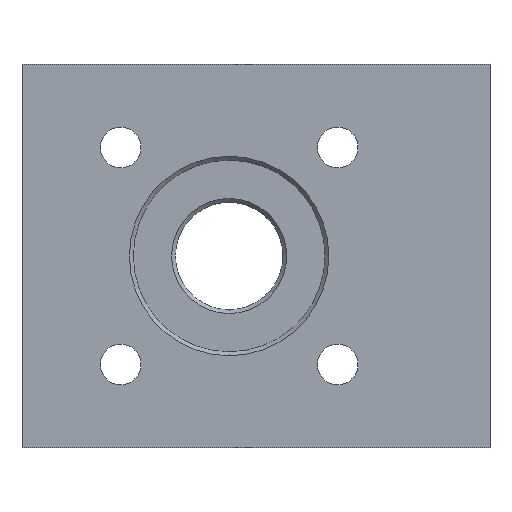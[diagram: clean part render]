
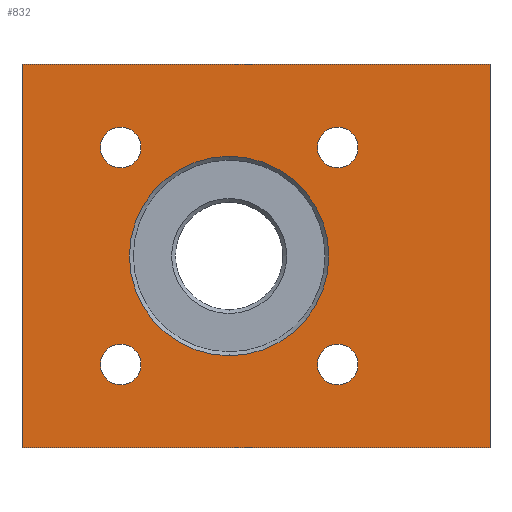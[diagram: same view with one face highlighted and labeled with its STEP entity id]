
A CAD part, left-side view. The second image highlights one B-rep face of the part: STEP entity #832.
In plain terms, the highlighted planar face has unit normal (-1, 0, 0).
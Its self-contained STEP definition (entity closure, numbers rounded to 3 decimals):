
#5 = CARTESIAN_POINT ( 'NONE',  ( -4., 0., 13. ) ) ;
#9 = ORIENTED_EDGE ( 'NONE', *, *, #150, .T. ) ;
#10 = FACE_OUTER_BOUND ( 'NONE', #1002, .T. ) ;
#19 = FACE_BOUND ( 'NONE', #667, .T. ) ;
#27 = VERTEX_POINT ( 'NONE', #958 ) ;
#30 = DIRECTION ( 'NONE',  ( 0., 0., 1. ) ) ;
#31 = EDGE_CURVE ( 'NONE', #605, #917, #1112, .T. ) ;
#42 = EDGE_CURVE ( 'NONE', #1287, #622, #770, .T. ) ;
#48 = ORIENTED_EDGE ( 'NONE', *, *, #1098, .T. ) ;
#50 = EDGE_CURVE ( 'NONE', #1032, #772, #898, .T. ) ;
#61 = CARTESIAN_POINT ( 'NONE',  ( -4., -34., 25. ) ) ;
#62 = DIRECTION ( 'NONE',  ( 1., 0., 0. ) ) ;
#70 = CIRCLE ( 'NONE', #236, 2.65 ) ;
#72 = VECTOR ( 'NONE', #1247, 1000. ) ;
#77 = CARTESIAN_POINT ( 'NONE',  ( -4., 27., 25. ) ) ;
#83 = CARTESIAN_POINT ( 'NONE',  ( -4., 14.142, 14.142 ) ) ;
#88 = DIRECTION ( 'NONE',  ( 0., 0., -1. ) ) ;
#104 = ORIENTED_EDGE ( 'NONE', *, *, #1082, .T. ) ;
#124 = ORIENTED_EDGE ( 'NONE', *, *, #311, .T. ) ;
#125 = DIRECTION ( 'NONE',  ( 0., 0., -1. ) ) ;
#135 = AXIS2_PLACEMENT_3D ( 'NONE', #670, #842, #1054 ) ;
#148 = EDGE_LOOP ( 'NONE', ( #48, #104 ) ) ;
#150 = EDGE_CURVE ( 'NONE', #219, #27, #947, .T. ) ;
#167 = VERTEX_POINT ( 'NONE', #602 ) ;
#188 = CARTESIAN_POINT ( 'NONE',  ( -4., 27., 25. ) ) ;
#197 = PLANE ( 'NONE',  #877 ) ;
#219 = VERTEX_POINT ( 'NONE', #1230 ) ;
#222 = CIRCLE ( 'NONE', #735, 13. ) ;
#236 = AXIS2_PLACEMENT_3D ( 'NONE', #555, #492, #996 ) ;
#248 = DIRECTION ( 'NONE',  ( 1., 0., 0. ) ) ;
#254 = ORIENTED_EDGE ( 'NONE', *, *, #1142, .T. ) ;
#258 = CARTESIAN_POINT ( 'NONE',  ( -4., 0., 0. ) ) ;
#259 = CARTESIAN_POINT ( 'NONE',  ( -4., 14.142, 14.142 ) ) ;
#265 = EDGE_CURVE ( 'NONE', #1214, #1287, #620, .T. ) ;
#266 = DIRECTION ( 'NONE',  ( 1., 0., 0. ) ) ;
#269 = CARTESIAN_POINT ( 'NONE',  ( -4., 14.142, 16.792 ) ) ;
#277 = ORIENTED_EDGE ( 'NONE', *, *, #1252, .T. ) ;
#304 = VECTOR ( 'NONE', #704, 1000. ) ;
#311 = EDGE_CURVE ( 'NONE', #740, #830, #840, .T. ) ;
#332 = EDGE_CURVE ( 'NONE', #772, #1032, #970, .T. ) ;
#360 = CIRCLE ( 'NONE', #382, 2.65 ) ;
#364 = VECTOR ( 'NONE', #30, 1000. ) ;
#369 = DIRECTION ( 'NONE',  ( 0., 0., -1. ) ) ;
#382 = AXIS2_PLACEMENT_3D ( 'NONE', #259, #566, #771 ) ;
#391 = FACE_BOUND ( 'NONE', #1108, .T. ) ;
#399 = CARTESIAN_POINT ( 'NONE',  ( -4., 27., -25. ) ) ;
#409 = DIRECTION ( 'NONE',  ( 1., 0., 0. ) ) ;
#414 = DIRECTION ( 'NONE',  ( 0., 1., 0. ) ) ;
#438 = CARTESIAN_POINT ( 'NONE',  ( -4., -14.142, 16.792 ) ) ;
#441 = CIRCLE ( 'NONE', #776, 2.65 ) ;
#453 = DIRECTION ( 'NONE',  ( 0., 0., -1. ) ) ;
#455 = CARTESIAN_POINT ( 'NONE',  ( -4., 14.142, -11.492 ) ) ;
#472 = ORIENTED_EDGE ( 'NONE', *, *, #332, .T. ) ;
#487 = CARTESIAN_POINT ( 'NONE',  ( -4., -14.142, 11.492 ) ) ;
#491 = CARTESIAN_POINT ( 'NONE',  ( -4., -14.142, -14.142 ) ) ;
#492 = DIRECTION ( 'NONE',  ( 1., 0., 0. ) ) ;
#544 = ORIENTED_EDGE ( 'NONE', *, *, #42, .F. ) ;
#555 = CARTESIAN_POINT ( 'NONE',  ( -4., -14.142, -14.142 ) ) ;
#566 = DIRECTION ( 'NONE',  ( 1., 0., 0. ) ) ;
#602 = CARTESIAN_POINT ( 'NONE',  ( -4., -34., -25. ) ) ;
#605 = VERTEX_POINT ( 'NONE', #1139 ) ;
#606 = LINE ( 'NONE', #399, #968 ) ;
#609 = DIRECTION ( 'NONE',  ( 0., 0., -1. ) ) ;
#620 = LINE ( 'NONE', #934, #364 ) ;
#622 = VERTEX_POINT ( 'NONE', #1145 ) ;
#663 = CARTESIAN_POINT ( 'NONE',  ( -4., 14.142, 11.492 ) ) ;
#667 = EDGE_LOOP ( 'NONE', ( #790, #472 ) ) ;
#670 = CARTESIAN_POINT ( 'NONE',  ( -4., -14.142, 14.142 ) ) ;
#682 = EDGE_CURVE ( 'NONE', #622, #167, #1244, .T. ) ;
#695 = FACE_BOUND ( 'NONE', #148, .T. ) ;
#704 = DIRECTION ( 'NONE',  ( 0., 0., -1. ) ) ;
#728 = ORIENTED_EDGE ( 'NONE', *, *, #948, .T. ) ;
#733 = CIRCLE ( 'NONE', #946, 2.65 ) ;
#735 = AXIS2_PLACEMENT_3D ( 'NONE', #893, #1101, #609 ) ;
#740 = VERTEX_POINT ( 'NONE', #438 ) ;
#770 = LINE ( 'NONE', #77, #72 ) ;
#771 = DIRECTION ( 'NONE',  ( 0., 0., -1. ) ) ;
#772 = VERTEX_POINT ( 'NONE', #1174 ) ;
#776 = AXIS2_PLACEMENT_3D ( 'NONE', #942, #248, #916 ) ;
#790 = ORIENTED_EDGE ( 'NONE', *, *, #50, .T. ) ;
#803 = ORIENTED_EDGE ( 'NONE', *, *, #31, .T. ) ;
#805 = DIRECTION ( 'NONE',  ( 1., 0., 0. ) ) ;
#819 = AXIS2_PLACEMENT_3D ( 'NONE', #258, #266, #1161 ) ;
#823 = VERTEX_POINT ( 'NONE', #269 ) ;
#830 = VERTEX_POINT ( 'NONE', #487 ) ;
#832 = ADVANCED_FACE ( 'NONE', ( #875, #10, #19, #695, #391, #1202 ), #197, .F. ) ;
#834 = ORIENTED_EDGE ( 'NONE', *, *, #265, .F. ) ;
#840 = CIRCLE ( 'NONE', #135, 2.65 ) ;
#842 = DIRECTION ( 'NONE',  ( 1., 0., 0. ) ) ;
#844 = EDGE_LOOP ( 'NONE', ( #277, #803 ) ) ;
#875 = FACE_BOUND ( 'NONE', #844, .T. ) ;
#877 = AXIS2_PLACEMENT_3D ( 'NONE', #1095, #409, #125 ) ;
#878 = EDGE_CURVE ( 'NONE', #167, #1214, #606, .T. ) ;
#893 = CARTESIAN_POINT ( 'NONE',  ( -4., 0., 0. ) ) ;
#898 = CIRCLE ( 'NONE', #991, 2.65 ) ;
#916 = DIRECTION ( 'NONE',  ( 0., 0., -1. ) ) ;
#917 = VERTEX_POINT ( 'NONE', #5 ) ;
#920 = ORIENTED_EDGE ( 'NONE', *, *, #878, .F. ) ;
#934 = CARTESIAN_POINT ( 'NONE',  ( -4., 27., 25. ) ) ;
#942 = CARTESIAN_POINT ( 'NONE',  ( -4., -14.142, 14.142 ) ) ;
#946 = AXIS2_PLACEMENT_3D ( 'NONE', #83, #1056, #965 ) ;
#947 = CIRCLE ( 'NONE', #1135, 2.65 ) ;
#948 = EDGE_CURVE ( 'NONE', #830, #740, #441, .T. ) ;
#958 = CARTESIAN_POINT ( 'NONE',  ( -4., -14.142, -16.792 ) ) ;
#965 = DIRECTION ( 'NONE',  ( 0., 0., -1. ) ) ;
#968 = VECTOR ( 'NONE', #414, 1000. ) ;
#970 = CIRCLE ( 'NONE', #1180, 2.65 ) ;
#991 = AXIS2_PLACEMENT_3D ( 'NONE', #1153, #1171, #453 ) ;
#996 = DIRECTION ( 'NONE',  ( 0., 0., -1. ) ) ;
#1002 = EDGE_LOOP ( 'NONE', ( #544, #834, #920, #1201 ) ) ;
#1007 = CARTESIAN_POINT ( 'NONE',  ( -4., 27., -25. ) ) ;
#1024 = VERTEX_POINT ( 'NONE', #663 ) ;
#1032 = VERTEX_POINT ( 'NONE', #455 ) ;
#1054 = DIRECTION ( 'NONE',  ( 0., 0., -1. ) ) ;
#1056 = DIRECTION ( 'NONE',  ( 1., 0., 0. ) ) ;
#1082 = EDGE_CURVE ( 'NONE', #1024, #823, #360, .T. ) ;
#1095 = CARTESIAN_POINT ( 'NONE',  ( -4., 0., 0. ) ) ;
#1098 = EDGE_CURVE ( 'NONE', #823, #1024, #733, .T. ) ;
#1101 = DIRECTION ( 'NONE',  ( 1., 0., 0. ) ) ;
#1108 = EDGE_LOOP ( 'NONE', ( #124, #728 ) ) ;
#1112 = CIRCLE ( 'NONE', #819, 13. ) ;
#1135 = AXIS2_PLACEMENT_3D ( 'NONE', #491, #805, #88 ) ;
#1139 = CARTESIAN_POINT ( 'NONE',  ( -4., 0., -13. ) ) ;
#1142 = EDGE_CURVE ( 'NONE', #27, #219, #70, .T. ) ;
#1145 = CARTESIAN_POINT ( 'NONE',  ( -4., -34., 25. ) ) ;
#1153 = CARTESIAN_POINT ( 'NONE',  ( -4., 14.142, -14.142 ) ) ;
#1161 = DIRECTION ( 'NONE',  ( 0., 0., -1. ) ) ;
#1171 = DIRECTION ( 'NONE',  ( 1., 0., 0. ) ) ;
#1174 = CARTESIAN_POINT ( 'NONE',  ( -4., 14.142, -16.792 ) ) ;
#1180 = AXIS2_PLACEMENT_3D ( 'NONE', #1256, #62, #369 ) ;
#1201 = ORIENTED_EDGE ( 'NONE', *, *, #682, .F. ) ;
#1202 = FACE_BOUND ( 'NONE', #1228, .T. ) ;
#1214 = VERTEX_POINT ( 'NONE', #1007 ) ;
#1228 = EDGE_LOOP ( 'NONE', ( #9, #254 ) ) ;
#1230 = CARTESIAN_POINT ( 'NONE',  ( -4., -14.142, -11.492 ) ) ;
#1244 = LINE ( 'NONE', #61, #304 ) ;
#1247 = DIRECTION ( 'NONE',  ( 0., -1., 0. ) ) ;
#1252 = EDGE_CURVE ( 'NONE', #917, #605, #222, .T. ) ;
#1256 = CARTESIAN_POINT ( 'NONE',  ( -4., 14.142, -14.142 ) ) ;
#1287 = VERTEX_POINT ( 'NONE', #188 ) ;
